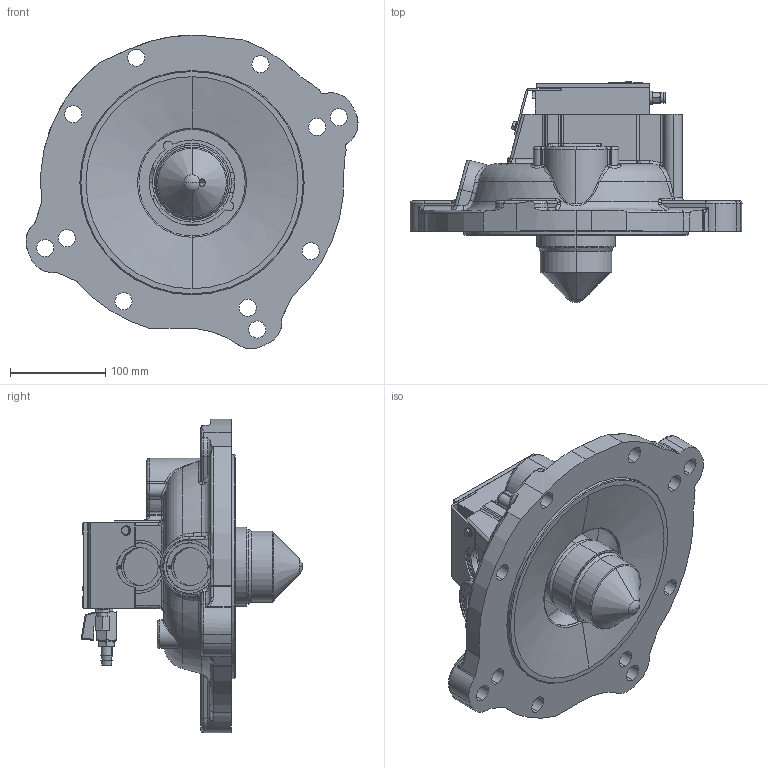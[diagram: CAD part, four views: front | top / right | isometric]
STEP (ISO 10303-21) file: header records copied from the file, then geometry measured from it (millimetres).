
FILE_DESCRIPTION (( 'STEP AP214' ), '1' );
FILE_NAME ('FHP_23695.STEP', '2013-07-29T12:10:17', ( 'Admin2' ), ( '' ), 'SwSTEP 2.0', 'SolidWorks 2010', '' );
FILE_SCHEMA (( 'AUTOMOTIVE_DESIGN' ));
Length unit declared in the file: millimetre
Products named in the file (1): FHP_23695
Bounding box: 349.09 x 232.64 x 329.58 mm (x, y, z)
Surface area: 389984.6 mm2 (no closed solid volume)
Topology: 0 solids, 44 shells, 785 faces, 2257 edges, 1474 vertices
Faces by surface type: cylinder 266, plane 220, bspline 112, torus 104, cone 73, sphere 10
Entity records: 42021 total; most frequent: CARTESIAN_POINT 13842, DIRECTION 4015, ORIENTED_EDGE 3884, EDGE_CURVE 2230, AXIS2_PLACEMENT_3D 1611, VERTEX_POINT 1474, CIRCLE 937, EDGE_LOOP 907
